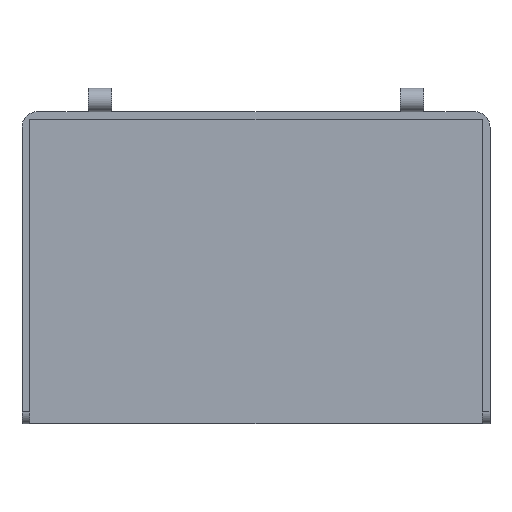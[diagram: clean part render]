
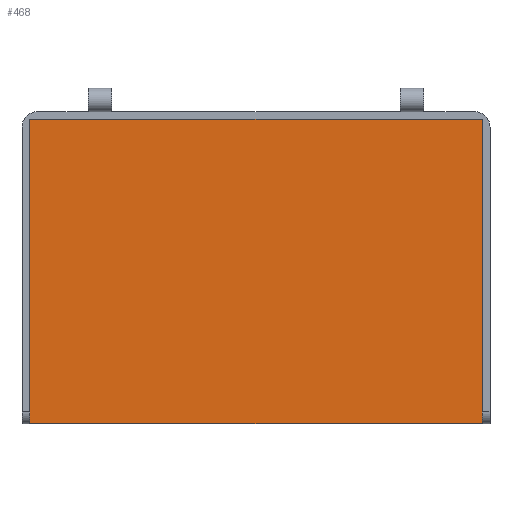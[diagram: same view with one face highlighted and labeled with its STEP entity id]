
A CAD part, front view. The second image highlights one B-rep face of the part: STEP entity #468.
In plain terms, the highlighted planar face has unit normal (0, -1, 0).
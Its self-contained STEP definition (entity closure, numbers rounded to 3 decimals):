
#34=PLANE('',#533);
#60=FACE_OUTER_BOUND('',#90,.T.);
#90=EDGE_LOOP('',(#423,#424,#425,#426));
#125=LINE('',#767,#173);
#132=LINE('',#779,#180);
#136=LINE('',#791,#184);
#137=LINE('',#793,#185);
#173=VECTOR('',#634,10.);
#180=VECTOR('',#643,10.);
#184=VECTOR('',#655,10.);
#185=VECTOR('',#658,10.);
#235=VERTEX_POINT('',#764);
#236=VERTEX_POINT('',#766);
#240=VERTEX_POINT('',#777);
#244=VERTEX_POINT('',#789);
#291=EDGE_CURVE('',#236,#235,#125,.T.);
#298=EDGE_CURVE('',#240,#235,#132,.T.);
#304=EDGE_CURVE('',#240,#244,#136,.T.);
#305=EDGE_CURVE('',#244,#236,#137,.T.);
#423=ORIENTED_EDGE('',*,*,#304,.T.);
#424=ORIENTED_EDGE('',*,*,#305,.T.);
#425=ORIENTED_EDGE('',*,*,#291,.T.);
#426=ORIENTED_EDGE('',*,*,#298,.F.);
#468=ADVANCED_FACE('',(#60),#34,.F.);
#533=AXIS2_PLACEMENT_3D('',#798,#664,#665);
#634=DIRECTION('',(0.,0.,-1.));
#643=DIRECTION('',(-1.,0.,0.));
#655=DIRECTION('',(0.,0.,1.));
#658=DIRECTION('',(-1.,0.,0.));
#664=DIRECTION('center_axis',(0.,1.,0.));
#665=DIRECTION('ref_axis',(0.,0.,1.));
#764=CARTESIAN_POINT('',(-58.,0.,-40.));
#766=CARTESIAN_POINT('',(-58.,0.,38.));
#767=CARTESIAN_POINT('',(-58.,0.,-20.));
#777=CARTESIAN_POINT('',(58.,0.,-40.));
#779=CARTESIAN_POINT('',(60.,0.,-40.));
#789=CARTESIAN_POINT('',(58.,0.,38.));
#791=CARTESIAN_POINT('',(58.,0.,19.));
#793=CARTESIAN_POINT('',(-29.,0.,38.));
#798=CARTESIAN_POINT('Origin',(0.,0.,0.));
